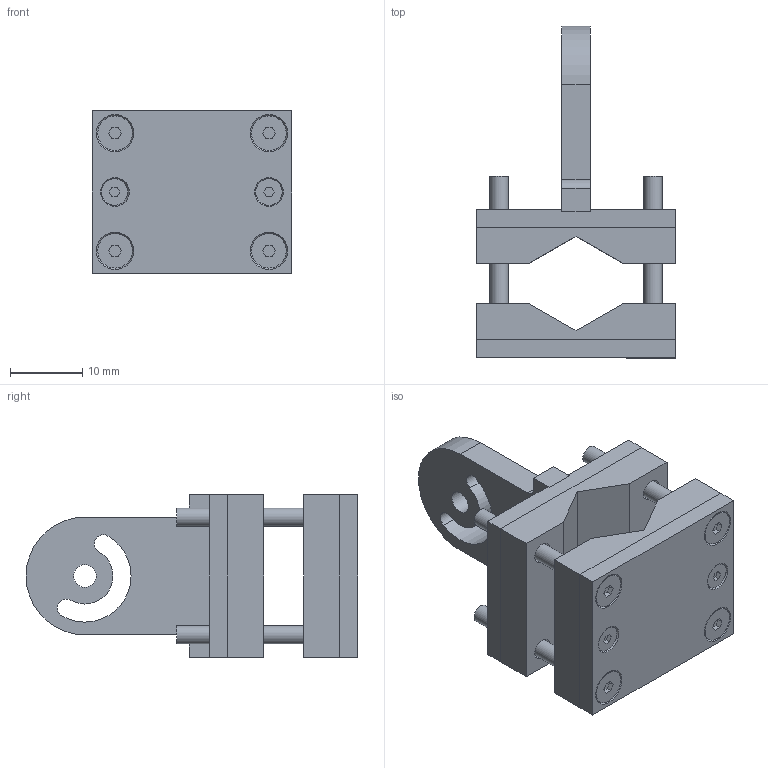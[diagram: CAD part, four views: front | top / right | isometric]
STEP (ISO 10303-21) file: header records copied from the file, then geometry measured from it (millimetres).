
FILE_DESCRIPTION(/* description */ (''),/* implementation_level */ '2;1');
FILE_NAME(/* name */ 'E2A5185.stp',/* time_stamp */ '2024-07-30T10:37:10-05:00',/* author */ ('jgarrison'),/* organization */ (''),/* preprocessor_version */ 'ST-DEVELOPER v20',/* originating_system */ 'AutoCAD Mechanical',/* authorisation */ '');
FILE_SCHEMA (('AUTOMOTIVE_DESIGN { 1 0 10303 214 3 1 1 }'));
Length unit declared in the file: centimetre
Products named in the file (10): Product; *U2; *U3; *U4; *U5; *U6; *U7; AME_NIL; AME_SOL; *U8
Assembly tree (189 placements, depth 2):
  Product
    AME_NIL  x175
    *U2
    AME_SOL  x7
    *U3
    *U4
    *U5
    *U6
    *U7
    *U8
Bounding box: 27.5 x 45.82 x 22.5 mm (x, y, z)
Volume: 9611.3 mm3; surface area: 9592.8 mm2
Topology: 16 solids, 16 shells, 237 faces, 2694 edges, 4493 vertices
Faces by surface type: plane 149, cylinder 63, cone 25
Full cylindrical faces by diameter (mm): 1.59 x3, 1.89 x3, 1.9 x11, 1.921 x2, 1.96 x5, 2.5 x8, 2.96 x12, 3.16 x1, 3.65 x7, 4.77 x4
Entity records: 26190 total; most frequent: CARTESIAN_POINT 8020, DIRECTION 4034, LINE 2212, VECTOR 2212, STYLED_ITEM 2179, TRIMMED_CURVE 2156, ORIENTED_EDGE 1060, AXIS2_PLACEMENT_3D 911
